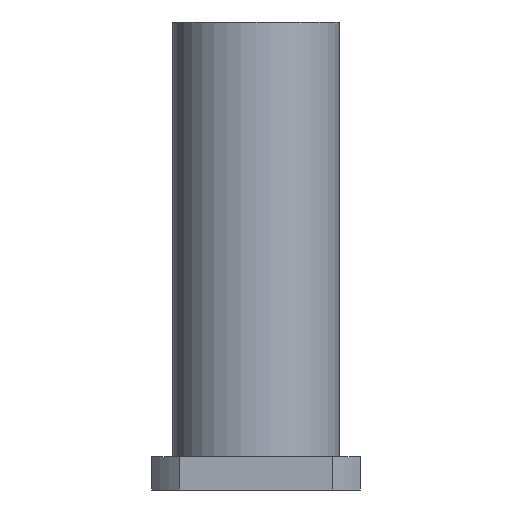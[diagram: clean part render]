
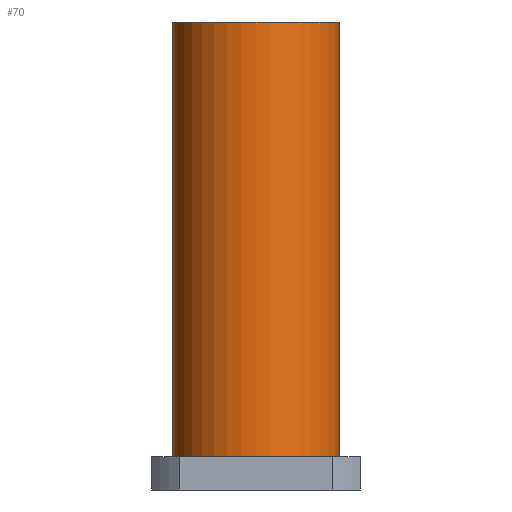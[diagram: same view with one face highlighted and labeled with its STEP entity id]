
A CAD part, front view. The second image highlights one B-rep face of the part: STEP entity #70.
In plain terms, the highlighted cylindrical face has radius 20 mm (diameter 40 mm), a partial arc.
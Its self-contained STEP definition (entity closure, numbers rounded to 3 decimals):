
#28 = VERTEX_POINT ( 'NONE', #451 ) ;
#70 = ADVANCED_FACE ( 'NONE', ( #826 ), #834, .T. ) ;
#84 = EDGE_CURVE ( 'NONE', #175, #28, #314, .T. ) ;
#142 = CARTESIAN_POINT ( 'NONE',  ( 0., 0., 56. ) ) ;
#170 = VECTOR ( 'NONE', #287, 1000. ) ;
#175 = VERTEX_POINT ( 'NONE', #483 ) ;
#202 = ORIENTED_EDGE ( 'NONE', *, *, #84, .T. ) ;
#229 = DIRECTION ( 'NONE',  ( 1., 0., 0. ) ) ;
#265 = CARTESIAN_POINT ( 'NONE',  ( -20., 0., 56. ) ) ;
#287 = DIRECTION ( 'NONE',  ( 0., 0., 1. ) ) ;
#291 = CIRCLE ( 'NONE', #516, 20. ) ;
#314 = LINE ( 'NONE', #998, #1090 ) ;
#324 = DIRECTION ( 'NONE',  ( 0., 0., 1. ) ) ;
#349 = AXIS2_PLACEMENT_3D ( 'NONE', #491, #324, #394 ) ;
#392 = DIRECTION ( 'NONE',  ( 0., 0., 1. ) ) ;
#394 = DIRECTION ( 'NONE',  ( 1., 0., 0. ) ) ;
#451 = CARTESIAN_POINT ( 'NONE',  ( 20., 0., 56. ) ) ;
#461 = ORIENTED_EDGE ( 'NONE', *, *, #493, .F. ) ;
#471 = CIRCLE ( 'NONE', #581, 20. ) ;
#483 = CARTESIAN_POINT ( 'NONE',  ( 20., 0., -48. ) ) ;
#491 = CARTESIAN_POINT ( 'NONE',  ( 0., 0., -48. ) ) ;
#493 = EDGE_CURVE ( 'NONE', #761, #686, #785, .T. ) ;
#494 = CARTESIAN_POINT ( 'NONE',  ( 0., 0., -48. ) ) ;
#516 = AXIS2_PLACEMENT_3D ( 'NONE', #142, #392, #229 ) ;
#573 = DIRECTION ( 'NONE',  ( 0., 0., 1. ) ) ;
#581 = AXIS2_PLACEMENT_3D ( 'NONE', #494, #839, #929 ) ;
#686 = VERTEX_POINT ( 'NONE', #265 ) ;
#691 = CARTESIAN_POINT ( 'NONE',  ( -20., 0., -48. ) ) ;
#694 = ORIENTED_EDGE ( 'NONE', *, *, #986, .T. ) ;
#761 = VERTEX_POINT ( 'NONE', #691 ) ;
#785 = LINE ( 'NONE', #954, #170 ) ;
#826 = FACE_OUTER_BOUND ( 'NONE', #1054, .T. ) ;
#834 = CYLINDRICAL_SURFACE ( 'NONE', #349, 20. ) ;
#839 = DIRECTION ( 'NONE',  ( 0., 0., 1. ) ) ;
#929 = DIRECTION ( 'NONE',  ( 1., 0., 0. ) ) ;
#954 = CARTESIAN_POINT ( 'NONE',  ( -20., 0., -48. ) ) ;
#986 = EDGE_CURVE ( 'NONE', #761, #175, #471, .T. ) ;
#998 = CARTESIAN_POINT ( 'NONE',  ( 20., 0., -48. ) ) ;
#1019 = EDGE_CURVE ( 'NONE', #686, #28, #291, .T. ) ;
#1021 = ORIENTED_EDGE ( 'NONE', *, *, #1019, .F. ) ;
#1054 = EDGE_LOOP ( 'NONE', ( #461, #694, #202, #1021 ) ) ;
#1090 = VECTOR ( 'NONE', #573, 1000. ) ;
